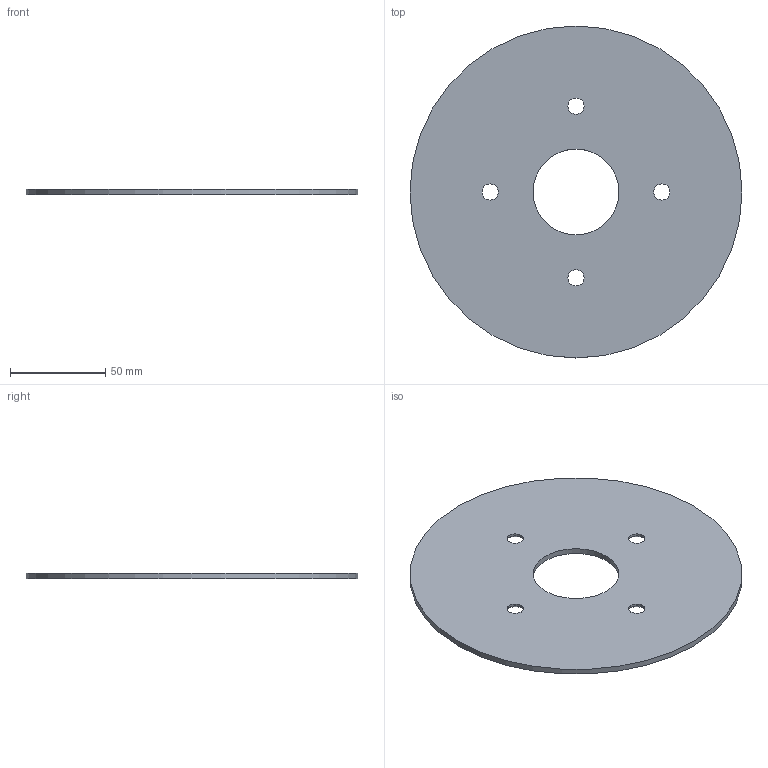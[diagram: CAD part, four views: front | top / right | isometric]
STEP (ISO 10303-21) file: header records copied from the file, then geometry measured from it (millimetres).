
FILE_DESCRIPTION(/* description */ (''),/* implementation_level */ '2;1');
FILE_NAME(/* name */ 'TopRotatorPlate v11.step',/* time_stamp */ '2020-12-07T19:07:56-05:00',/* author */ (''),/* organization */ (''),/* preprocessor_version */ 'ST-DEVELOPER v18.1',/* originating_system */ 'Autodesk Translation Framework v9.3.0.1241',/* authorisation */ '');
FILE_SCHEMA (('AUTOMOTIVE_DESIGN { 1 0 10303 214 3 1 1 }'));
Length unit declared in the file: millimetre
Products named in the file (1): TopRotatorPlate
Bounding box: 174 x 174 x 3 mm (x, y, z)
Volume: 65697.9 mm3; surface area: 46213.5 mm2
Topology: 1 solids, 1 shells, 12 faces, 26 edges, 16 vertices
Faces by surface type: cylinder 6, cone 4, plane 2
Full cylindrical faces by diameter (mm): 8.5 x4, 45 x1, 174 x1
Entity records: 387 total; most frequent: DIRECTION 68, CARTESIAN_POINT 55, ORIENTED_EDGE 52, AXIS2_PLACEMENT_3D 29, EDGE_CURVE 26, EDGE_LOOP 22, CIRCLE 16, VERTEX_POINT 16
